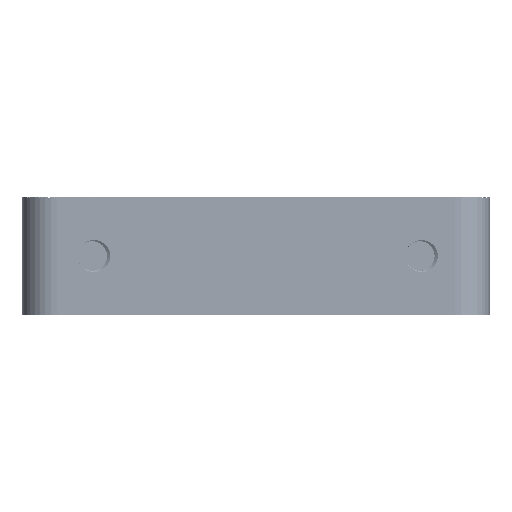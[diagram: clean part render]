
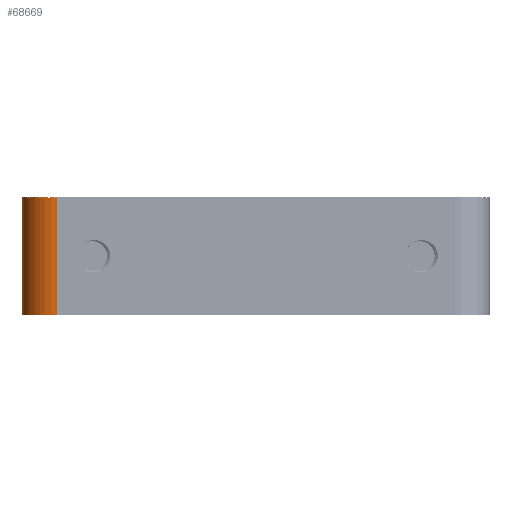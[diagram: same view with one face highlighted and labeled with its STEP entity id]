
A CAD part, left-side view. The second image highlights one B-rep face of the part: STEP entity #68669.
In plain terms, the highlighted cylindrical face has radius 3 mm (diameter 6 mm), a partial arc.
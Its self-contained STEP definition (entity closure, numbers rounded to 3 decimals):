
#3656=CIRCLE('',#75267,3.);
#3670=CIRCLE('',#75300,3.);
#4578=CYLINDRICAL_SURFACE('',#75315,3.);
#9861=FACE_OUTER_BOUND('',#14009,.T.);
#14009=EDGE_LOOP('',(#61217,#61218,#61219,#61220));
#20759=LINE('',#129527,#27512);
#20762=LINE('',#129553,#27515);
#27512=VECTOR('',#93799,10.);
#27515=VECTOR('',#93836,10.);
#33736=VERTEX_POINT('',#129438);
#33737=VERTEX_POINT('',#129440);
#33761=VERTEX_POINT('',#129525);
#33763=VERTEX_POINT('',#129531);
#42932=EDGE_CURVE('',#33737,#33736,#3656,.T.);
#42976=EDGE_CURVE('',#33736,#33761,#20759,.T.);
#42979=EDGE_CURVE('',#33763,#33761,#3670,.T.);
#42985=EDGE_CURVE('',#33737,#33763,#20762,.T.);
#61217=ORIENTED_EDGE('',*,*,#42932,.T.);
#61218=ORIENTED_EDGE('',*,*,#42976,.T.);
#61219=ORIENTED_EDGE('',*,*,#42979,.F.);
#61220=ORIENTED_EDGE('',*,*,#42985,.F.);
#68669=ADVANCED_FACE('',(#9861),#4578,.T.);
#75267=AXIS2_PLACEMENT_3D('',#129441,#93706,#93707);
#75300=AXIS2_PLACEMENT_3D('',#129533,#93805,#93806);
#75315=AXIS2_PLACEMENT_3D('',#129554,#93837,#93838);
#93706=DIRECTION('center_axis',(0.,0.,1.));
#93707=DIRECTION('ref_axis',(0.,1.,0.));
#93799=DIRECTION('',(0.,0.,1.));
#93805=DIRECTION('center_axis',(0.,0.,1.));
#93806=DIRECTION('ref_axis',(0.,1.,0.));
#93836=DIRECTION('',(0.,0.,1.));
#93837=DIRECTION('center_axis',(0.,0.,1.));
#93838=DIRECTION('ref_axis',(0.,1.,0.));
#129438=CARTESIAN_POINT('',(-20.,17.,5.));
#129440=CARTESIAN_POINT('',(-17.,20.,5.));
#129441=CARTESIAN_POINT('Origin',(-17.,17.,5.));
#129525=CARTESIAN_POINT('',(-20.,17.,15.));
#129527=CARTESIAN_POINT('',(-20.,17.,0.));
#129531=CARTESIAN_POINT('',(-17.,20.,15.));
#129533=CARTESIAN_POINT('Origin',(-17.,17.,15.));
#129553=CARTESIAN_POINT('',(-17.,20.,14.));
#129554=CARTESIAN_POINT('Origin',(-17.,17.,0.));
